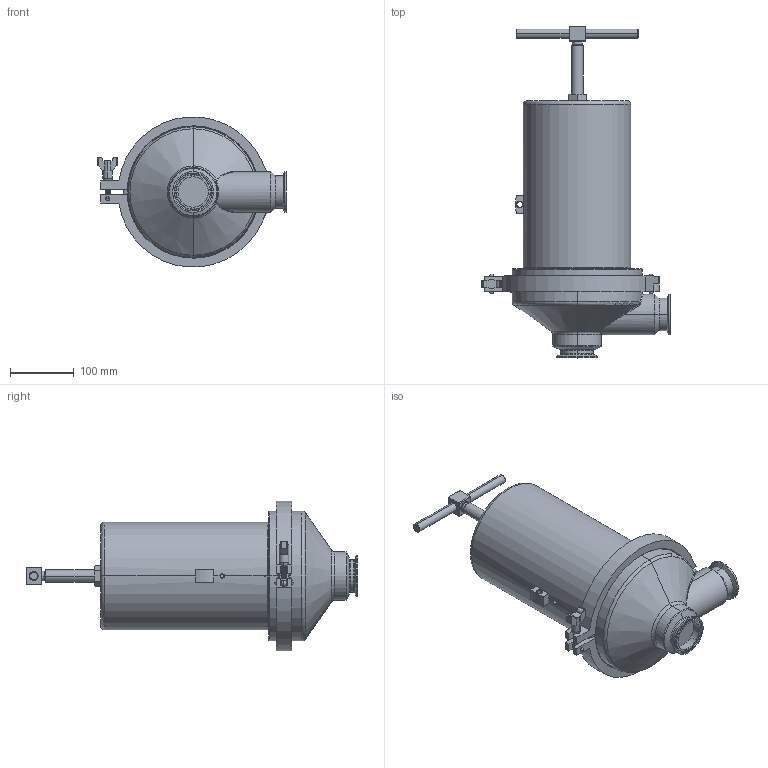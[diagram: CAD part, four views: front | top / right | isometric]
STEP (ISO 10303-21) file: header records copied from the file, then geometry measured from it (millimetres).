
FILE_DESCRIPTION (( 'STEP AP203' ), '1' );
FILE_NAME ('FB6C-200.STEP', '2019-05-21T12:10:50', ( '' ), ( '' ), 'SwSTEP 2.0', 'SolidWorks 2018', '' );
FILE_SCHEMA (( 'CONFIG_CONTROL_DESIGN' ));
Length unit declared in the file: inch
Products named in the file (2): FB6C-200
Bounding box: 295.47 x 519.06 x 234.5 mm (x, y, z)
Volume: 6079703.4 mm3; surface area: 686491.8 mm2
Topology: 1 solids, 1 shells, 370 faces, 923 edges, 574 vertices
Faces by surface type: cylinder 143, plane 105, cone 51, torus 44, sphere 14, bspline 13
Entity records: 19708 total; most frequent: CARTESIAN_POINT 10793, DIRECTION 1903, ORIENTED_EDGE 1842, EDGE_CURVE 921, AXIS2_PLACEMENT_3D 774, VERTEX_POINT 574, CIRCLE 415, EDGE_LOOP 405
